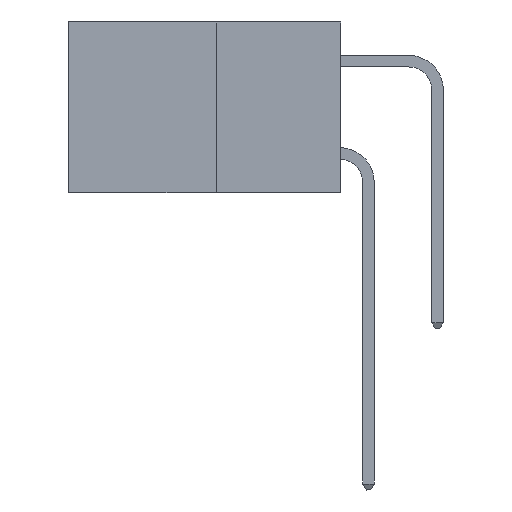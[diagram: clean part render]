
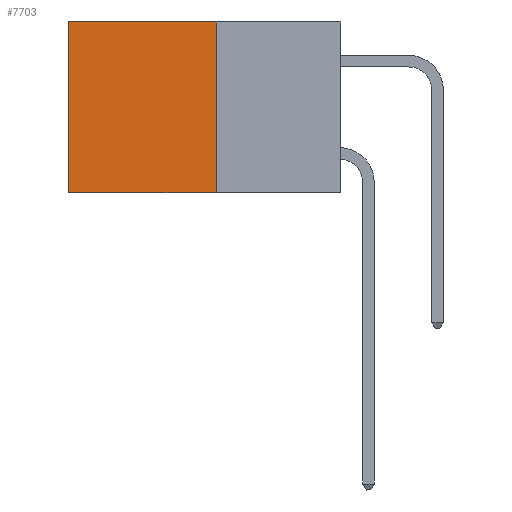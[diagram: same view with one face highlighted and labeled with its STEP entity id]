
A CAD part, left-side view. The second image highlights one B-rep face of the part: STEP entity #7703.
In plain terms, the highlighted planar face has unit normal (-1, 0, 0).
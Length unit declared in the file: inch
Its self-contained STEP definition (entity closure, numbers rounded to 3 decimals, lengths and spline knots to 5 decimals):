
#203 = VECTOR ( 'NONE', #7306, 39.37008 ) ;
#524 = LINE ( 'NONE', #746, #2444 ) ;
#746 = CARTESIAN_POINT ( 'NONE',  ( 0.277, 0.27, -0.37 ) ) ;
#1756 = CARTESIAN_POINT ( 'NONE',  ( 0.277, 0.27, -0.37 ) ) ;
#2380 = LINE ( 'NONE', #9050, #203 ) ;
#2444 = VECTOR ( 'NONE', #3089, 39.37008 ) ;
#2591 = EDGE_CURVE ( 'NONE', #5535, #7340, #2380, .T. ) ;
#2751 = VERTEX_POINT ( 'NONE', #7185 ) ;
#2759 = CARTESIAN_POINT ( 'NONE',  ( 0.277, 0.59, -0.37 ) ) ;
#3089 = DIRECTION ( 'NONE',  ( 0., 0., -1. ) ) ;
#3165 = EDGE_LOOP ( 'NONE', ( #6340, #7041, #5310, #5678 ) ) ;
#3334 = VERTEX_POINT ( 'NONE', #4403 ) ;
#3617 = DIRECTION ( 'NONE',  ( 0., 1., 0. ) ) ;
#4086 = CARTESIAN_POINT ( 'NONE',  ( 0.277, 0.27, -0.37 ) ) ;
#4339 = PLANE ( 'NONE',  #7135 ) ;
#4403 = CARTESIAN_POINT ( 'NONE',  ( 0.277, 0.59, -0.37 ) ) ;
#4407 = DIRECTION ( 'NONE',  ( 0., 0., -1. ) ) ;
#4448 = DIRECTION ( 'NONE',  ( 1., 0., 0. ) ) ;
#5235 = EDGE_CURVE ( 'NONE', #5535, #2751, #524, .T. ) ;
#5254 = LINE ( 'NONE', #2759, #9039 ) ;
#5310 = ORIENTED_EDGE ( 'NONE', *, *, #5235, .F. ) ;
#5535 = VERTEX_POINT ( 'NONE', #8690 ) ;
#5678 = ORIENTED_EDGE ( 'NONE', *, *, #2591, .T. ) ;
#5686 = LINE ( 'NONE', #1756, #7033 ) ;
#6232 = EDGE_CURVE ( 'NONE', #2751, #3334, #5686, .T. ) ;
#6340 = ORIENTED_EDGE ( 'NONE', *, *, #9771, .T. ) ;
#7006 = DIRECTION ( 'NONE',  ( 0., 0., -1. ) ) ;
#7017 = FACE_OUTER_BOUND ( 'NONE', #3165, .T. ) ;
#7033 = VECTOR ( 'NONE', #3617, 39.37008 ) ;
#7041 = ORIENTED_EDGE ( 'NONE', *, *, #6232, .F. ) ;
#7135 = AXIS2_PLACEMENT_3D ( 'NONE', #4086, #4448, #7006 ) ;
#7185 = CARTESIAN_POINT ( 'NONE',  ( 0.277, 0.27, -0.37 ) ) ;
#7241 = CARTESIAN_POINT ( 'NONE',  ( 0.277, 0.59, 0. ) ) ;
#7306 = DIRECTION ( 'NONE',  ( 0., 1., 0. ) ) ;
#7340 = VERTEX_POINT ( 'NONE', #7241 ) ;
#7703 = ADVANCED_FACE ( 'NONE', ( #7017 ), #4339, .F. ) ;
#8690 = CARTESIAN_POINT ( 'NONE',  ( 0.277, 0.27, 0. ) ) ;
#9039 = VECTOR ( 'NONE', #4407, 39.37008 ) ;
#9050 = CARTESIAN_POINT ( 'NONE',  ( 0.277, 0.27, 0. ) ) ;
#9771 = EDGE_CURVE ( 'NONE', #7340, #3334, #5254, .T. ) ;
